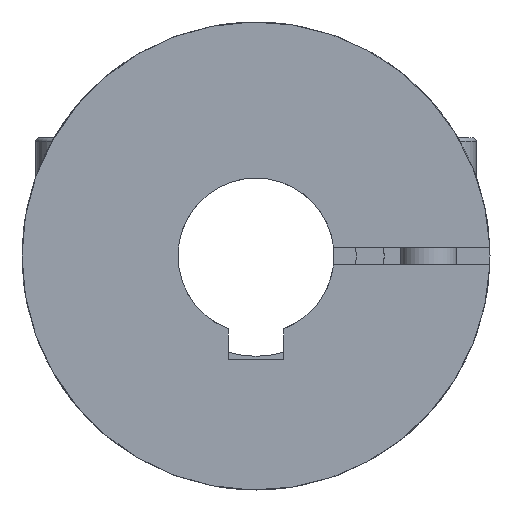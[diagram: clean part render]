
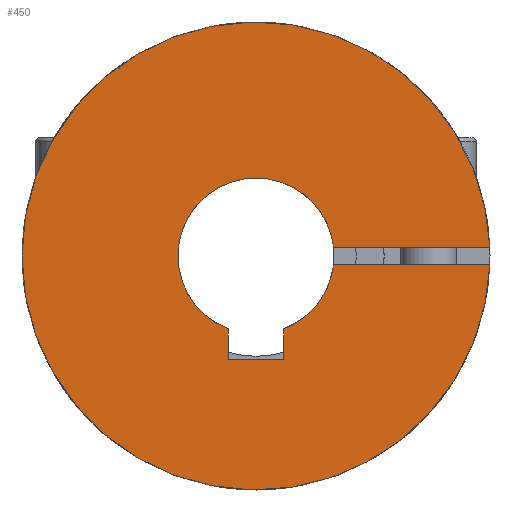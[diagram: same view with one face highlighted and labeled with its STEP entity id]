
A CAD part, left-side view. The second image highlights one B-rep face of the part: STEP entity #450.
In plain terms, the highlighted planar face has unit normal (-1, 0, 0).
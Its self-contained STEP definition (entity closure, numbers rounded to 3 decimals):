
#450=ADVANCED_FACE('NONE',(#895),#896,.F.);
#895=FACE_OUTER_BOUND('',#1354,.T.);
#896=PLANE('',#1355);
#1354=EDGE_LOOP('',(#2437,#2438,#2439,#2440,#2441,#2442,#2443,#2444,#2445,#2446));
#1355=AXIS2_PLACEMENT_3D('',#2447,#2448,#2449);
#2437=ORIENTED_EDGE('',*,*,#3165,.T.);
#2438=ORIENTED_EDGE('',*,*,#3170,.T.);
#2439=ORIENTED_EDGE('',*,*,#3174,.T.);
#2440=ORIENTED_EDGE('',*,*,#3177,.T.);
#2441=ORIENTED_EDGE('',*,*,#3155,.T.);
#2442=ORIENTED_EDGE('',*,*,#3161,.T.);
#2443=ORIENTED_EDGE('',*,*,#3185,.F.);
#2444=ORIENTED_EDGE('',*,*,#3144,.T.);
#2445=ORIENTED_EDGE('',*,*,#3186,.T.);
#2446=ORIENTED_EDGE('',*,*,#3181,.F.);
#2447=CARTESIAN_POINT('',(0.0,0.0,4.0));
#2448=DIRECTION('',(1.0,0.0,0.0));
#2449=DIRECTION('',(0.0,-0.0,-1.0));
#3144=EDGE_CURVE('NONE',#3831,#3828,#3832,.T.);
#3155=EDGE_CURVE('',#3852,#3849,#3853,.T.);
#3161=EDGE_CURVE('',#3849,#3860,#3862,.T.);
#3165=EDGE_CURVE('',#3869,#3867,#3870,.T.);
#3170=EDGE_CURVE('',#3867,#3875,#3877,.T.);
#3174=EDGE_CURVE('',#3875,#3881,#3883,.T.);
#3177=EDGE_CURVE('',#3881,#3852,#3886,.T.);
#3181=EDGE_CURVE('NONE',#3869,#3892,#3893,.T.);
#3185=EDGE_CURVE('NONE',#3831,#3860,#3898,.T.);
#3186=EDGE_CURVE('NONE',#3828,#3892,#3899,.T.);
#3828=VERTEX_POINT('',#4958);
#3831=VERTEX_POINT('NONE',#4962);
#3832=CIRCLE('',#4963,21.0);
#3849=VERTEX_POINT('',#4984);
#3852=VERTEX_POINT('',#4988);
#3853=CIRCLE('',#4989,7.0);
#3860=VERTEX_POINT('',#4997);
#3862=CIRCLE('',#5000,7.0);
#3867=VERTEX_POINT('',#5005);
#3869=VERTEX_POINT('',#5008);
#3870=CIRCLE('',#5009,7.0);
#3875=VERTEX_POINT('',#5016);
#3877=LINE('',#5019,#5020);
#3881=VERTEX_POINT('',#5025);
#3883=LINE('',#5028,#5029);
#3886=LINE('',#5033,#5034);
#3892=VERTEX_POINT('NONE',#5040);
#3893=LINE('',#5041,#5042);
#3898=LINE('',#5049,#5050);
#3899=CIRCLE('',#5051,21.0);
#4958=CARTESIAN_POINT('',(0.0,21.0,0.));
#4962=CARTESIAN_POINT('',(0.0,-20.985,0.8));
#4963=AXIS2_PLACEMENT_3D('',#5763,#5764,#5765);
#4984=CARTESIAN_POINT('',(0.0,0.,7.0));
#4988=CARTESIAN_POINT('',(0.0,2.5,-6.538));
#4989=AXIS2_PLACEMENT_3D('',#5783,#5784,#5785);
#4997=CARTESIAN_POINT('',(0.0,-6.954,0.8));
#5000=AXIS2_PLACEMENT_3D('',#5794,#5795,#5796);
#5005=CARTESIAN_POINT('',(0.0,-2.5,-6.538));
#5008=CARTESIAN_POINT('',(0.0,-6.954,-0.8));
#5009=AXIS2_PLACEMENT_3D('',#5801,#5802,#5803);
#5016=CARTESIAN_POINT('',(0.0,-2.5,-9.3));
#5019=CARTESIAN_POINT('',(0.0,-2.5,-0.325));
#5020=VECTOR('',#5807,1.0);
#5025=CARTESIAN_POINT('',(0.0,2.5,-9.3));
#5028=CARTESIAN_POINT('',(0.0,0.0,-9.3));
#5029=VECTOR('',#5810,1.0);
#5033=CARTESIAN_POINT('',(0.0,2.5,-0.325));
#5034=VECTOR('',#5812,1.0);
#5040=CARTESIAN_POINT('',(0.0,-20.985,-0.8));
#5041=CARTESIAN_POINT('',(0.0,-2.3,-0.8));
#5042=VECTOR('',#5819,1000.0);
#5049=CARTESIAN_POINT('',(0.0,-2.3,0.8));
#5050=VECTOR('',#5822,1000.0);
#5051=AXIS2_PLACEMENT_3D('',#5823,#5824,#5825);
#5763=CARTESIAN_POINT('',(0.0,0.0,0.0));
#5764=DIRECTION('',(-1.0,0.0,0.0));
#5765=DIRECTION('',(0.0,-1.0,0.0));
#5783=CARTESIAN_POINT('',(0.0,0.0,0.0));
#5784=DIRECTION('',(1.0,0.0,0.0));
#5785=DIRECTION('',(0.0,0.0,-1.0));
#5794=CARTESIAN_POINT('',(0.0,0.0,0.0));
#5795=DIRECTION('',(1.0,0.0,0.0));
#5796=DIRECTION('',(0.0,0.0,-1.0));
#5801=CARTESIAN_POINT('',(0.0,0.0,0.0));
#5802=DIRECTION('',(1.0,0.0,0.0));
#5803=DIRECTION('',(0.0,0.0,-1.0));
#5807=DIRECTION('',(0.0,0.0,-1.0));
#5810=DIRECTION('',(0.0,1.0,0.0));
#5812=DIRECTION('',(-0.0,0.0,1.0));
#5819=DIRECTION('',(0.0,-1.0,0.0));
#5822=DIRECTION('',(0.0,1.0,-0.0));
#5823=CARTESIAN_POINT('',(0.0,0.0,0.0));
#5824=DIRECTION('',(-1.0,0.0,0.0));
#5825=DIRECTION('',(0.0,-1.0,0.0));
